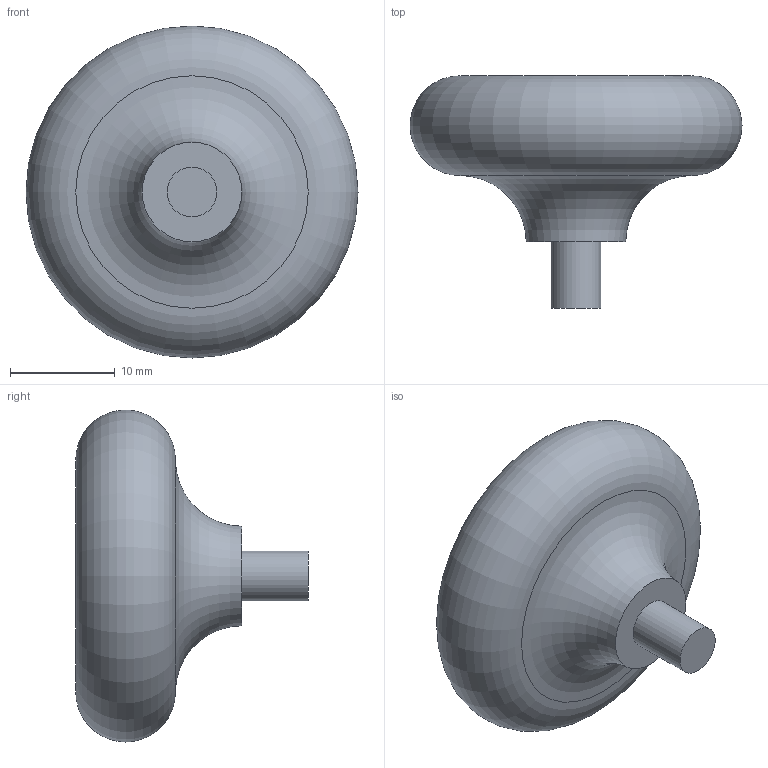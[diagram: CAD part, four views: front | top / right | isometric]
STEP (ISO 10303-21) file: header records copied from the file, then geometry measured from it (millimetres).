
FILE_DESCRIPTION(/* description */ (''),/* implementation_level */ '2;1');
FILE_NAME(/* name */ 'crank-knob.stp',/* time_stamp */ '2021-09-28T11:29:28-03:00',/* author */ ('cecilia'),/* organization */ (''),/* preprocessor_version */ 'ST-DEVELOPER v17',/* originating_system */ 'Autodesk Inventor 2019',/* authorisation */ '');
FILE_SCHEMA (('AUTOMOTIVE_DESIGN { 1 0 10303 214 3 1 1 }'));
Length unit declared in the file: inch
Products named in the file (1): crank-knob
Bounding box: 31.75 x 22.23 x 31.75 mm (x, y, z)
Volume: 7536.9 mm3; surface area: 2327 mm2
Topology: 1 solids, 1 shells, 6 faces, 13 edges, 10 vertices
Faces by surface type: plane 3, torus 2, cylinder 1
Full cylindrical faces by diameter (mm): 4.762 x1
Entity records: 222 total; most frequent: DIRECTION 39, CARTESIAN_POINT 30, ORIENTED_EDGE 26, AXIS2_PLACEMENT_3D 19, EDGE_CURVE 13, CIRCLE 12, VERTEX_POINT 10, EDGE_LOOP 7
